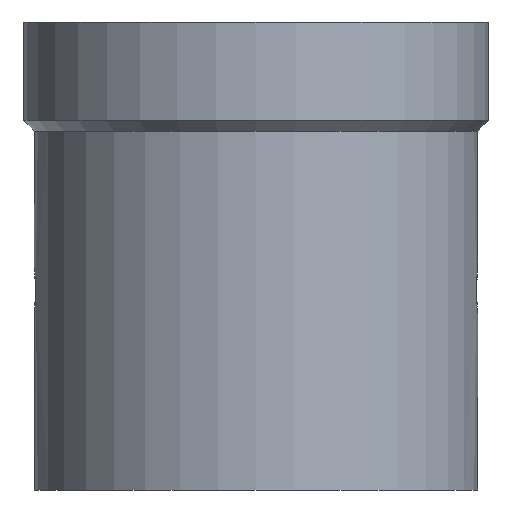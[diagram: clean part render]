
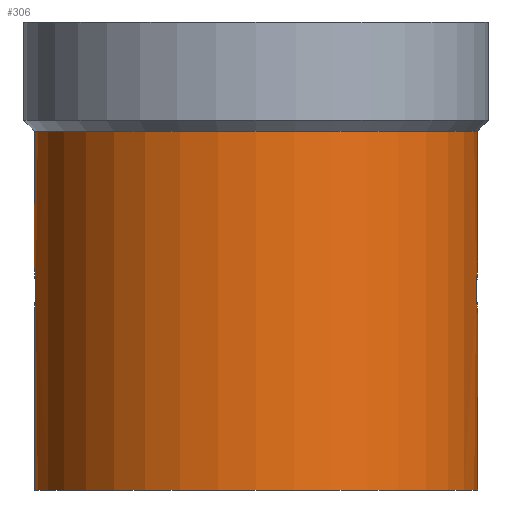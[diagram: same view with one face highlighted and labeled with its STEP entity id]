
A CAD part, left-side view. The second image highlights one B-rep face of the part: STEP entity #306.
In plain terms, the highlighted cylindrical face has radius 15.336 mm (diameter 30.672 mm), a full revolution.
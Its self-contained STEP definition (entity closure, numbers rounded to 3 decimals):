
#25=FACE_BOUND('',#68,.T.);
#26=FACE_BOUND('',#69,.T.);
#32=CIRCLE('',#340,15.336);
#33=CIRCLE('',#341,15.336);
#48=FACE_OUTER_BOUND('',#67,.T.);
#67=EDGE_LOOP('',(#224,#225,#226,#227));
#68=EDGE_LOOP('',(#228,#229));
#69=EDGE_LOOP('',(#230,#231));
#89=LINE('',#615,#111);
#111=VECTOR('',#385,15.336);
#130=B_SPLINE_CURVE_WITH_KNOTS('',3,(#458,#459,#460,#461,#462,#463,#464,
#465,#466,#467,#468,#469,#470,#471,#472,#473,#474,#475),.UNSPECIFIED.,.F.,
 .F.,(4,2,2,2,2,2,2,2,4),(0.,0.057,0.113,0.17,
0.226,0.283,0.339,0.396,
0.452),.UNSPECIFIED.);
#131=B_SPLINE_CURVE_WITH_KNOTS('',3,(#476,#477,#478,#479,#480,#481,#482,
#483,#484,#485,#486,#487,#488,#489,#490,#491,#492,#493),.UNSPECIFIED.,.F.,
 .F.,(4,2,2,2,2,2,2,2,4),(0.452,0.509,0.565,
0.622,0.679,0.735,0.792,
0.848,0.905),.UNSPECIFIED.);
#134=B_SPLINE_CURVE_WITH_KNOTS('',3,(#569,#570,#571,#572,#573,#574,#575,
#576,#577,#578,#579,#580,#581,#582,#583,#584,#585,#586),.UNSPECIFIED.,.F.,
 .F.,(4,2,2,2,2,2,2,2,4),(0.,0.057,0.113,0.17,
0.226,0.283,0.339,0.396,
0.452),.UNSPECIFIED.);
#135=B_SPLINE_CURVE_WITH_KNOTS('',3,(#587,#588,#589,#590,#591,#592,#593,
#594,#595,#596,#597,#598,#599,#600,#601,#602,#603,#604),.UNSPECIFIED.,.F.,
 .F.,(4,2,2,2,2,2,2,2,4),(0.452,0.509,0.565,
0.622,0.679,0.735,0.792,
0.848,0.905),.UNSPECIFIED.);
#136=VERTEX_POINT('',#456);
#137=VERTEX_POINT('',#457);
#140=VERTEX_POINT('',#566);
#141=VERTEX_POINT('',#568);
#144=VERTEX_POINT('',#612);
#145=VERTEX_POINT('',#614);
#165=EDGE_CURVE('',#136,#137,#130,.T.);
#166=EDGE_CURVE('',#137,#136,#131,.T.);
#171=EDGE_CURVE('',#141,#140,#134,.T.);
#172=EDGE_CURVE('',#140,#141,#135,.T.);
#176=EDGE_CURVE('',#144,#144,#32,.T.);
#177=EDGE_CURVE('',#144,#145,#89,.T.);
#178=EDGE_CURVE('',#145,#145,#33,.T.);
#224=ORIENTED_EDGE('',*,*,#176,.T.);
#225=ORIENTED_EDGE('',*,*,#177,.T.);
#226=ORIENTED_EDGE('',*,*,#178,.F.);
#227=ORIENTED_EDGE('',*,*,#177,.F.);
#228=ORIENTED_EDGE('',*,*,#171,.T.);
#229=ORIENTED_EDGE('',*,*,#172,.T.);
#230=ORIENTED_EDGE('',*,*,#165,.T.);
#231=ORIENTED_EDGE('',*,*,#166,.T.);
#297=CYLINDRICAL_SURFACE('',#339,15.336);
#306=ADVANCED_FACE('',(#48,#25,#26),#297,.T.);
#339=AXIS2_PLACEMENT_3D('',#611,#381,#382);
#340=AXIS2_PLACEMENT_3D('',#613,#383,#384);
#341=AXIS2_PLACEMENT_3D('',#616,#386,#387);
#381=DIRECTION('center_axis',(0.,0.,-1.));
#382=DIRECTION('ref_axis',(-1.,0.,0.));
#383=DIRECTION('center_axis',(0.,0.,-1.));
#384=DIRECTION('ref_axis',(1.,0.,0.));
#385=DIRECTION('',(0.,0.,-1.));
#386=DIRECTION('center_axis',(0.,0.,-1.));
#387=DIRECTION('ref_axis',(-1.,0.,0.));
#456=CARTESIAN_POINT('',(2.5,-15.283,13.));
#457=CARTESIAN_POINT('',(-0.5,-15.238,13.));
#458=CARTESIAN_POINT('Ctrl Pts',(2.5,-15.283,13.));
#459=CARTESIAN_POINT('Ctrl Pts',(2.5,-15.283,12.812));
#460=CARTESIAN_POINT('Ctrl Pts',(2.462,-15.287,12.611));
#461=CARTESIAN_POINT('Ctrl Pts',(2.309,-15.298,12.241));
#462=CARTESIAN_POINT('Ctrl Pts',(2.194,-15.306,12.072));
#463=CARTESIAN_POINT('Ctrl Pts',(1.927,-15.321,11.806));
#464=CARTESIAN_POINT('Ctrl Pts',(1.759,-15.328,11.691));
#465=CARTESIAN_POINT('Ctrl Pts',(1.389,-15.336,11.538));
#466=CARTESIAN_POINT('Ctrl Pts',(1.188,-15.337,11.5));
#467=CARTESIAN_POINT('Ctrl Pts',(0.811,-15.331,11.5));
#468=CARTESIAN_POINT('Ctrl Pts',(0.61,-15.325,11.538));
#469=CARTESIAN_POINT('Ctrl Pts',(0.241,-15.305,11.691));
#470=CARTESIAN_POINT('Ctrl Pts',(0.072,-15.293,11.806));
#471=CARTESIAN_POINT('Ctrl Pts',(-0.194,-15.27,12.073));
#472=CARTESIAN_POINT('Ctrl Pts',(-0.309,-15.259,12.241));
#473=CARTESIAN_POINT('Ctrl Pts',(-0.462,-15.242,12.611));
#474=CARTESIAN_POINT('Ctrl Pts',(-0.5,-15.238,12.812));
#475=CARTESIAN_POINT('Ctrl Pts',(-0.5,-15.238,13.));
#476=CARTESIAN_POINT('Ctrl Pts',(-0.5,-15.238,13.));
#477=CARTESIAN_POINT('Ctrl Pts',(-0.5,-15.238,13.188));
#478=CARTESIAN_POINT('Ctrl Pts',(-0.462,-15.242,13.389));
#479=CARTESIAN_POINT('Ctrl Pts',(-0.309,-15.259,13.759));
#480=CARTESIAN_POINT('Ctrl Pts',(-0.194,-15.27,13.927));
#481=CARTESIAN_POINT('Ctrl Pts',(0.072,-15.293,14.194));
#482=CARTESIAN_POINT('Ctrl Pts',(0.241,-15.305,14.309));
#483=CARTESIAN_POINT('Ctrl Pts',(0.61,-15.325,14.462));
#484=CARTESIAN_POINT('Ctrl Pts',(0.811,-15.331,14.5));
#485=CARTESIAN_POINT('Ctrl Pts',(1.188,-15.337,14.5));
#486=CARTESIAN_POINT('Ctrl Pts',(1.389,-15.336,14.462));
#487=CARTESIAN_POINT('Ctrl Pts',(1.759,-15.328,14.309));
#488=CARTESIAN_POINT('Ctrl Pts',(1.927,-15.321,14.194));
#489=CARTESIAN_POINT('Ctrl Pts',(2.194,-15.306,13.928));
#490=CARTESIAN_POINT('Ctrl Pts',(2.309,-15.298,13.759));
#491=CARTESIAN_POINT('Ctrl Pts',(2.462,-15.287,13.389));
#492=CARTESIAN_POINT('Ctrl Pts',(2.5,-15.283,13.188));
#493=CARTESIAN_POINT('Ctrl Pts',(2.5,-15.283,13.));
#566=CARTESIAN_POINT('',(-0.5,15.238,13.));
#568=CARTESIAN_POINT('',(2.5,15.283,13.));
#569=CARTESIAN_POINT('Ctrl Pts',(2.5,15.283,13.));
#570=CARTESIAN_POINT('Ctrl Pts',(2.5,15.283,13.188));
#571=CARTESIAN_POINT('Ctrl Pts',(2.462,15.287,13.389));
#572=CARTESIAN_POINT('Ctrl Pts',(2.309,15.298,13.759));
#573=CARTESIAN_POINT('Ctrl Pts',(2.194,15.306,13.928));
#574=CARTESIAN_POINT('Ctrl Pts',(1.927,15.321,14.194));
#575=CARTESIAN_POINT('Ctrl Pts',(1.759,15.328,14.309));
#576=CARTESIAN_POINT('Ctrl Pts',(1.389,15.336,14.462));
#577=CARTESIAN_POINT('Ctrl Pts',(1.188,15.337,14.5));
#578=CARTESIAN_POINT('Ctrl Pts',(0.811,15.331,14.5));
#579=CARTESIAN_POINT('Ctrl Pts',(0.61,15.325,14.462));
#580=CARTESIAN_POINT('Ctrl Pts',(0.241,15.305,14.309));
#581=CARTESIAN_POINT('Ctrl Pts',(0.072,15.293,14.194));
#582=CARTESIAN_POINT('Ctrl Pts',(-0.194,15.27,13.927));
#583=CARTESIAN_POINT('Ctrl Pts',(-0.309,15.259,13.759));
#584=CARTESIAN_POINT('Ctrl Pts',(-0.462,15.242,13.389));
#585=CARTESIAN_POINT('Ctrl Pts',(-0.5,15.238,13.188));
#586=CARTESIAN_POINT('Ctrl Pts',(-0.5,15.238,13.));
#587=CARTESIAN_POINT('Ctrl Pts',(-0.5,15.238,13.));
#588=CARTESIAN_POINT('Ctrl Pts',(-0.5,15.238,12.812));
#589=CARTESIAN_POINT('Ctrl Pts',(-0.462,15.242,12.611));
#590=CARTESIAN_POINT('Ctrl Pts',(-0.309,15.259,12.241));
#591=CARTESIAN_POINT('Ctrl Pts',(-0.194,15.27,12.073));
#592=CARTESIAN_POINT('Ctrl Pts',(0.072,15.293,11.806));
#593=CARTESIAN_POINT('Ctrl Pts',(0.241,15.305,11.691));
#594=CARTESIAN_POINT('Ctrl Pts',(0.61,15.325,11.538));
#595=CARTESIAN_POINT('Ctrl Pts',(0.811,15.331,11.5));
#596=CARTESIAN_POINT('Ctrl Pts',(1.188,15.337,11.5));
#597=CARTESIAN_POINT('Ctrl Pts',(1.389,15.336,11.538));
#598=CARTESIAN_POINT('Ctrl Pts',(1.759,15.328,11.691));
#599=CARTESIAN_POINT('Ctrl Pts',(1.927,15.321,11.806));
#600=CARTESIAN_POINT('Ctrl Pts',(2.194,15.306,12.072));
#601=CARTESIAN_POINT('Ctrl Pts',(2.309,15.298,12.241));
#602=CARTESIAN_POINT('Ctrl Pts',(2.462,15.287,12.611));
#603=CARTESIAN_POINT('Ctrl Pts',(2.5,15.283,12.812));
#604=CARTESIAN_POINT('Ctrl Pts',(2.5,15.283,13.));
#611=CARTESIAN_POINT('Origin',(1.232,0.,11.616));
#612=CARTESIAN_POINT('',(16.568,0.,24.036));
#613=CARTESIAN_POINT('Origin',(1.232,0.,24.036));
#614=CARTESIAN_POINT('',(16.568,0.,-0.804));
#615=CARTESIAN_POINT('',(16.568,0.,11.616));
#616=CARTESIAN_POINT('Origin',(1.232,0.,-0.804));
